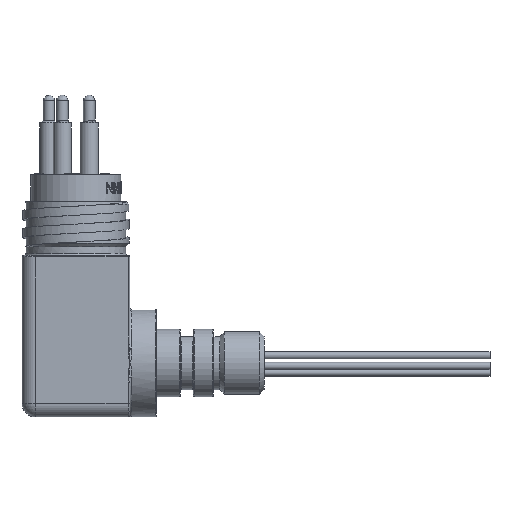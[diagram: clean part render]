
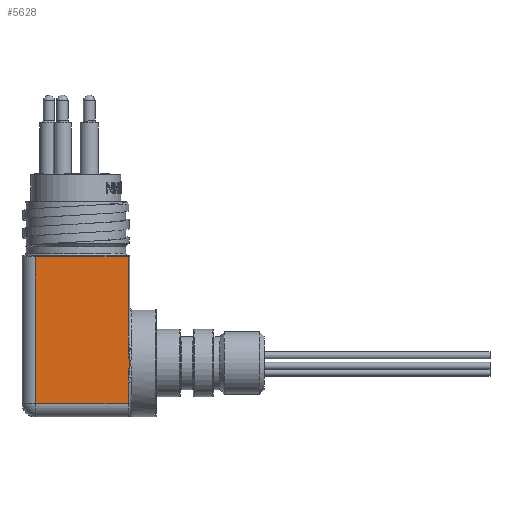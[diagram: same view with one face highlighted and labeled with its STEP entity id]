
A CAD part, left-side view. The second image highlights one B-rep face of the part: STEP entity #5628.
In plain terms, the highlighted planar face has unit normal (-1, 0, 0).
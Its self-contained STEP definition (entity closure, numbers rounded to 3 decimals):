
#275=PLANE('',#6073);
#851=FACE_OUTER_BOUND('',#1183,.T.);
#1183=EDGE_LOOP('',(#5058,#5059,#5060,#5061,#5062,#5063,#5064,#5065));
#1698=B_SPLINE_CURVE_WITH_KNOTS('',3,(#18724,#18725,#18726,#18727,#18728,
#18729,#18730),.UNSPECIFIED.,.F.,.F.,(4,3,4),(0.,0.001,0.001),
 .UNSPECIFIED.);
#1699=B_SPLINE_CURVE_WITH_KNOTS('',3,(#18732,#18733,#18734,#18735,#18736,
#18737,#18738,#18739,#18740,#18741),.UNSPECIFIED.,.F.,.F.,(4,2,2,2,4),(0.,
0.001,0.003,0.004,0.005),
 .UNSPECIFIED.);
#1700=B_SPLINE_CURVE_WITH_KNOTS('',3,(#18743,#18744,#18745,#18746,#18747,
#18748,#18749),.UNSPECIFIED.,.F.,.F.,(4,3,4),(0.,0.001,0.001),
 .UNSPECIFIED.);
#2020=LINE('',#18720,#2350);
#2021=LINE('',#18722,#2351);
#2022=LINE('',#18751,#2352);
#2023=LINE('',#18753,#2353);
#2024=LINE('',#18754,#2354);
#2350=VECTOR('',#7211,1000.);
#2351=VECTOR('',#7212,1000.);
#2352=VECTOR('',#7213,1000.);
#2353=VECTOR('',#7214,1000.);
#2354=VECTOR('',#7215,1000.);
#2868=VERTEX_POINT('',#18718);
#2869=VERTEX_POINT('',#18719);
#2870=VERTEX_POINT('',#18721);
#2871=VERTEX_POINT('',#18723);
#2872=VERTEX_POINT('',#18731);
#2873=VERTEX_POINT('',#18742);
#2874=VERTEX_POINT('',#18750);
#2875=VERTEX_POINT('',#18752);
#3620=EDGE_CURVE('',#2868,#2869,#2020,.T.);
#3621=EDGE_CURVE('',#2869,#2870,#2021,.T.);
#3622=EDGE_CURVE('',#2870,#2871,#1698,.T.);
#3623=EDGE_CURVE('',#2871,#2872,#1699,.T.);
#3624=EDGE_CURVE('',#2872,#2873,#1700,.T.);
#3625=EDGE_CURVE('',#2873,#2874,#2022,.T.);
#3626=EDGE_CURVE('',#2874,#2875,#2023,.T.);
#3627=EDGE_CURVE('',#2875,#2868,#2024,.T.);
#5058=ORIENTED_EDGE('',*,*,#3620,.T.);
#5059=ORIENTED_EDGE('',*,*,#3621,.T.);
#5060=ORIENTED_EDGE('',*,*,#3622,.T.);
#5061=ORIENTED_EDGE('',*,*,#3623,.T.);
#5062=ORIENTED_EDGE('',*,*,#3624,.T.);
#5063=ORIENTED_EDGE('',*,*,#3625,.T.);
#5064=ORIENTED_EDGE('',*,*,#3626,.T.);
#5065=ORIENTED_EDGE('',*,*,#3627,.T.);
#5628=ADVANCED_FACE('',(#851),#275,.T.);
#6073=AXIS2_PLACEMENT_3D('',#18717,#7209,#7210);
#7209=DIRECTION('center_axis',(-1.,0.,0.));
#7210=DIRECTION('ref_axis',(0.,1.,0.));
#7211=DIRECTION('',(0.,-1.,0.));
#7212=DIRECTION('',(0.,0.,1.));
#7213=DIRECTION('',(0.,0.,1.));
#7214=DIRECTION('',(0.,1.,0.));
#7215=DIRECTION('',(0.,0.,-1.));
#18717=CARTESIAN_POINT('Origin',(0.,0.,
-38.123));
#18718=CARTESIAN_POINT('',(0.,-2.381,-35.741));
#18719=CARTESIAN_POINT('',(0.,-18.796,-35.741));
#18720=CARTESIAN_POINT('',(0.,-42.85,-35.741));
#18721=CARTESIAN_POINT('',(0.,-18.796,-31.978));
#18722=CARTESIAN_POINT('',(0.,-18.796,-31.176));
#18723=CARTESIAN_POINT('',(0.,-18.851,-31.108));
#18724=CARTESIAN_POINT('Ctrl Pts',(0.,-18.796,
-31.978));
#18725=CARTESIAN_POINT('Ctrl Pts',(0.,-18.796,
-31.748));
#18726=CARTESIAN_POINT('Ctrl Pts',(0.,-18.81,
-31.519));
#18727=CARTESIAN_POINT('Ctrl Pts',(0.,-18.831,
-31.291));
#18728=CARTESIAN_POINT('Ctrl Pts',(0.,-18.837,
-31.23));
#18729=CARTESIAN_POINT('Ctrl Pts',(0.,-18.844,
-31.169));
#18730=CARTESIAN_POINT('Ctrl Pts',(0.,-18.851,
-31.108));
#18731=CARTESIAN_POINT('',(0.,-18.851,-26.088));
#18732=CARTESIAN_POINT('Ctrl Pts',(0.,-18.851,
-31.108));
#18733=CARTESIAN_POINT('Ctrl Pts',(0.,-18.898,
-30.691));
#18734=CARTESIAN_POINT('Ctrl Pts',(0.,-18.926,
-30.273));
#18735=CARTESIAN_POINT('Ctrl Pts',(0.,-18.971,
-29.436));
#18736=CARTESIAN_POINT('Ctrl Pts',(0.,-18.986,
-29.017));
#18737=CARTESIAN_POINT('Ctrl Pts',(0.,-18.986,
-28.179));
#18738=CARTESIAN_POINT('Ctrl Pts',(0.,-18.971,
-27.76));
#18739=CARTESIAN_POINT('Ctrl Pts',(0.,-18.926,
-26.923));
#18740=CARTESIAN_POINT('Ctrl Pts',(0.,-18.898,
-26.505));
#18741=CARTESIAN_POINT('Ctrl Pts',(0.,-18.851,
-26.088));
#18742=CARTESIAN_POINT('',(0.,-18.796,-25.218));
#18743=CARTESIAN_POINT('Ctrl Pts',(0.,-18.851,
-26.088));
#18744=CARTESIAN_POINT('Ctrl Pts',(0.,-18.825,
-25.86));
#18745=CARTESIAN_POINT('Ctrl Pts',(0.,-18.806,
-25.631));
#18746=CARTESIAN_POINT('Ctrl Pts',(0.,-18.799,
-25.402));
#18747=CARTESIAN_POINT('Ctrl Pts',(0.,-18.797,
-25.34));
#18748=CARTESIAN_POINT('Ctrl Pts',(0.,-18.796,
-25.279));
#18749=CARTESIAN_POINT('Ctrl Pts',(0.,-18.796,
-25.218));
#18750=CARTESIAN_POINT('',(0.,-18.796,-9.802));
#18751=CARTESIAN_POINT('',(0.,-18.796,-9.548));
#18752=CARTESIAN_POINT('',(0.,-2.381,-9.802));
#18753=CARTESIAN_POINT('',(0.,0.,-9.802));
#18754=CARTESIAN_POINT('',(0.,-2.381,-38.123));
